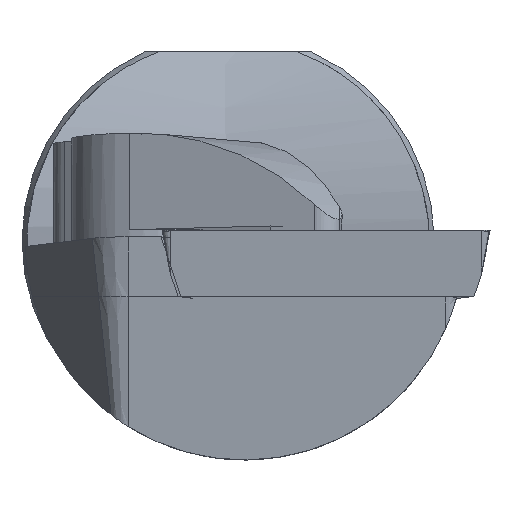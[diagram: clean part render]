
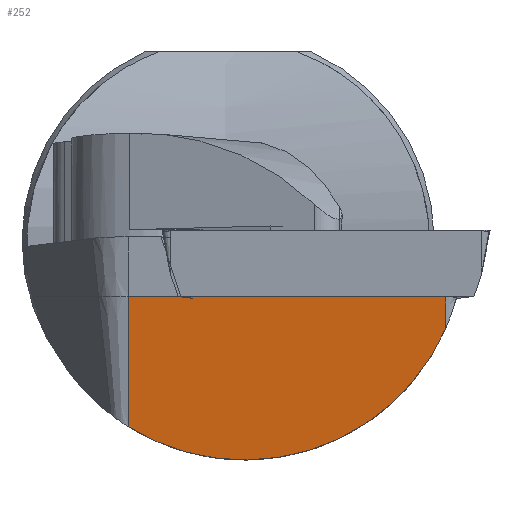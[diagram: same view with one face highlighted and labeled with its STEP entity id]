
A CAD part, left-side view. The second image highlights one B-rep face of the part: STEP entity #252.
In plain terms, the highlighted planar face has unit normal (-0.993, 0, -0.122).
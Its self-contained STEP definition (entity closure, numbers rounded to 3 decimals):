
#109=PLANE('',#854);
#143=LINE('',#1181,#197);
#145=LINE('',#1190,#199);
#146=LINE('',#1192,#200);
#147=LINE('',#1193,#201);
#148=LINE('',#1195,#202);
#197=VECTOR('',#938,1.);
#199=VECTOR('',#942,1.);
#200=VECTOR('',#943,1.);
#201=VECTOR('',#944,1.);
#202=VECTOR('',#945,1.);
#252=ADVANCED_FACE('',(#305),#109,.F.);
#305=FACE_OUTER_BOUND('',#347,.T.);
#347=EDGE_LOOP('',(#448,#449,#450,#451,#452,#453));
#391=ELLIPSE('',#846,10.73,10.65);
#448=ORIENTED_EDGE('',*,*,#734,.T.);
#449=ORIENTED_EDGE('',*,*,#731,.T.);
#450=ORIENTED_EDGE('',*,*,#735,.T.);
#451=ORIENTED_EDGE('',*,*,#720,.T.);
#452=ORIENTED_EDGE('',*,*,#736,.F.);
#453=ORIENTED_EDGE('',*,*,#737,.F.);
#649=VERTEX_POINT('',#1128);
#650=VERTEX_POINT('',#1130);
#654=VERTEX_POINT('',#1155);
#658=VERTEX_POINT('',#1182);
#660=VERTEX_POINT('',#1191);
#661=VERTEX_POINT('',#1194);
#720=EDGE_CURVE('',#650,#649,#391,.T.);
#731=EDGE_CURVE('',#658,#654,#143,.T.);
#734=EDGE_CURVE('',#660,#658,#145,.T.);
#735=EDGE_CURVE('',#654,#650,#146,.T.);
#736=EDGE_CURVE('',#661,#649,#147,.T.);
#737=EDGE_CURVE('',#660,#661,#148,.T.);
#846=AXIS2_PLACEMENT_3D('',#1129,#921,#922);
#854=AXIS2_PLACEMENT_3D('',#1196,#946,#947);
#921=DIRECTION('',(-0.993,0.,-0.122));
#922=DIRECTION('',(-0.122,0.,0.993));
#938=DIRECTION('',(0.,1.,0.));
#942=DIRECTION('',(-0.116,0.314,0.942));
#943=DIRECTION('',(0.122,0.,-0.993));
#944=DIRECTION('',(0.122,0.,-0.993));
#945=DIRECTION('',(0.,-1.,0.));
#946=DIRECTION('',(0.993,0.,0.122));
#947=DIRECTION('',(0.122,0.,-0.993));
#1128=CARTESIAN_POINT('',(0.826,-10.552,-4.28));
#1129=CARTESIAN_POINT('',(0.3,-0.8,0.));
#1130=CARTESIAN_POINT('',(1.409,4.844,-9.031));
#1155=CARTESIAN_POINT('',(0.633,4.844,-2.715));
#1181=CARTESIAN_POINT('',(0.633,4.844,-2.715));
#1182=CARTESIAN_POINT('',(0.633,2.293,-2.715));
#1190=CARTESIAN_POINT('',(0.24,3.36,0.487));
#1191=CARTESIAN_POINT('',(0.635,2.288,-2.732));
#1192=CARTESIAN_POINT('',(0.3,4.844,0.));
#1193=CARTESIAN_POINT('',(0.3,-10.552,0.));
#1194=CARTESIAN_POINT('',(0.635,-10.552,-2.732));
#1195=CARTESIAN_POINT('',(0.635,4.844,-2.732));
#1196=CARTESIAN_POINT('',(0.3,4.844,0.));
